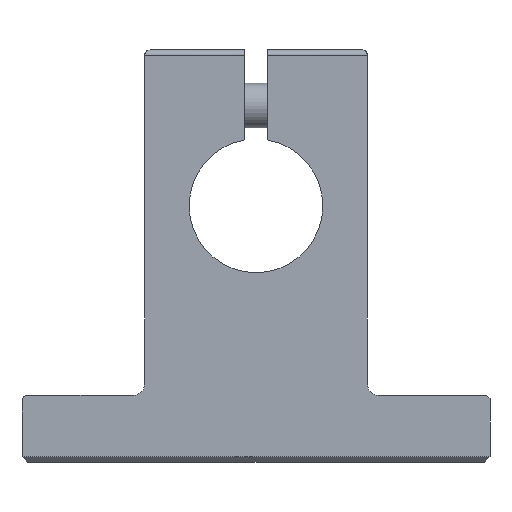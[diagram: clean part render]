
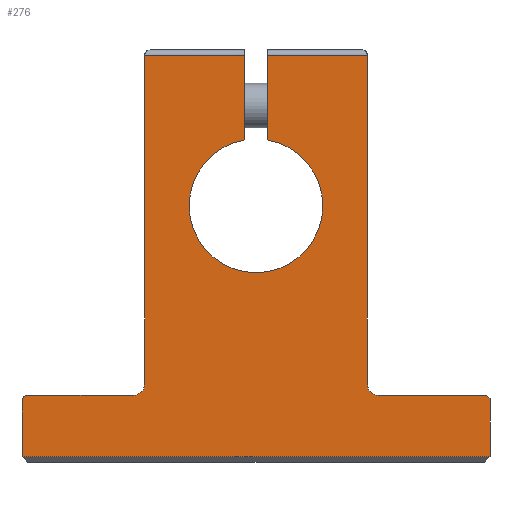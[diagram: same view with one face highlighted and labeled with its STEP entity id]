
A CAD part, left-side view. The second image highlights one B-rep face of the part: STEP entity #276.
In plain terms, the highlighted planar face has unit normal (-1, 0, 0).
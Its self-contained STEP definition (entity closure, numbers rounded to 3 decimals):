
#161=FACE_OUTER_BOUND('',#570,.T.);
#276=ADVANCED_FACE('',(#161),#391,.F.);
#391=PLANE('',#2333);
#472=CIRCLE('',#2329,1.);
#473=CIRCLE('',#2330,0.5);
#474=CIRCLE('',#2331,1.);
#475=CIRCLE('',#2332,6.);
#570=EDGE_LOOP('',(#829,#830,#831,#832,#833,#834,#835,#836,#837,#838,#839,
#840,#841,#842,#843,#844));
#829=ORIENTED_EDGE('',*,*,#1594,.F.);
#830=ORIENTED_EDGE('',*,*,#1601,.F.);
#831=ORIENTED_EDGE('',*,*,#1602,.F.);
#832=ORIENTED_EDGE('',*,*,#1603,.F.);
#833=ORIENTED_EDGE('',*,*,#1604,.F.);
#834=ORIENTED_EDGE('',*,*,#1605,.F.);
#835=ORIENTED_EDGE('',*,*,#1606,.F.);
#836=ORIENTED_EDGE('',*,*,#1607,.F.);
#837=ORIENTED_EDGE('',*,*,#1608,.F.);
#838=ORIENTED_EDGE('',*,*,#1609,.F.);
#839=ORIENTED_EDGE('',*,*,#1610,.F.);
#840=ORIENTED_EDGE('',*,*,#1611,.F.);
#841=ORIENTED_EDGE('',*,*,#1612,.F.);
#842=ORIENTED_EDGE('',*,*,#1613,.F.);
#843=ORIENTED_EDGE('',*,*,#1614,.F.);
#844=ORIENTED_EDGE('',*,*,#1615,.F.);
#1383=VERTEX_POINT('',#3690);
#1386=VERTEX_POINT('',#3695);
#1389=VERTEX_POINT('',#3710);
#1390=VERTEX_POINT('',#3712);
#1391=VERTEX_POINT('',#3714);
#1392=VERTEX_POINT('',#3716);
#1393=VERTEX_POINT('',#3718);
#1394=VERTEX_POINT('',#3720);
#1395=VERTEX_POINT('',#3722);
#1396=VERTEX_POINT('',#3724);
#1397=VERTEX_POINT('',#3726);
#1398=VERTEX_POINT('',#3728);
#1399=VERTEX_POINT('',#3730);
#1400=VERTEX_POINT('',#3732);
#1401=VERTEX_POINT('',#3734);
#1402=VERTEX_POINT('',#3736);
#1594=EDGE_CURVE('',#1386,#1383,#1985,.T.);
#1601=EDGE_CURVE('',#1389,#1386,#1990,.T.);
#1602=EDGE_CURVE('',#1390,#1389,#472,.T.);
#1603=EDGE_CURVE('',#1391,#1390,#1991,.T.);
#1604=EDGE_CURVE('',#1392,#1391,#473,.T.);
#1605=EDGE_CURVE('',#1393,#1392,#1992,.T.);
#1606=EDGE_CURVE('',#1394,#1393,#1993,.T.);
#1607=EDGE_CURVE('',#1395,#1394,#1994,.T.);
#1608=EDGE_CURVE('',#1396,#1395,#1995,.T.);
#1609=EDGE_CURVE('',#1397,#1396,#1996,.T.);
#1610=EDGE_CURVE('',#1398,#1397,#474,.T.);
#1611=EDGE_CURVE('',#1399,#1398,#1997,.T.);
#1612=EDGE_CURVE('',#1400,#1399,#1998,.T.);
#1613=EDGE_CURVE('',#1401,#1400,#1999,.T.);
#1614=EDGE_CURVE('',#1402,#1401,#475,.T.);
#1615=EDGE_CURVE('',#1383,#1402,#2000,.T.);
#1985=LINE('',#3696,#2160);
#1990=LINE('',#3709,#2165);
#1991=LINE('',#3713,#2166);
#1992=LINE('',#3717,#2167);
#1993=LINE('',#3719,#2168);
#1994=LINE('',#3721,#2169);
#1995=LINE('',#3723,#2170);
#1996=LINE('',#3725,#2171);
#1997=LINE('',#3729,#2172);
#1998=LINE('',#3731,#2173);
#1999=LINE('',#3733,#2174);
#2000=LINE('',#3737,#2175);
#2160=VECTOR('',#2551,1.);
#2165=VECTOR('',#2568,1.);
#2166=VECTOR('',#2571,1.);
#2167=VECTOR('',#2574,1.);
#2168=VECTOR('',#2575,1.);
#2169=VECTOR('',#2576,1.);
#2170=VECTOR('',#2577,1.);
#2171=VECTOR('',#2578,1.);
#2172=VECTOR('',#2581,1.);
#2173=VECTOR('',#2582,1.);
#2174=VECTOR('',#2583,1.);
#2175=VECTOR('',#2586,1.);
#2329=AXIS2_PLACEMENT_3D('',#3711,#2569,#2570);
#2330=AXIS2_PLACEMENT_3D('',#3715,#2572,#2573);
#2331=AXIS2_PLACEMENT_3D('',#3727,#2579,#2580);
#2332=AXIS2_PLACEMENT_3D('',#3735,#2584,#2585);
#2333=AXIS2_PLACEMENT_3D('',#3738,#2587,#2588);
#2551=DIRECTION('',(0.,-1.,0.));
#2568=DIRECTION('',(0.,0.,1.));
#2569=DIRECTION('',(-1.,0.,0.));
#2570=DIRECTION('',(0.,-0.707,-0.707));
#2571=DIRECTION('',(0.,-1.,0.));
#2572=DIRECTION('',(1.,0.,0.));
#2573=DIRECTION('',(0.,0.707,0.707));
#2574=DIRECTION('',(0.,0.,1.));
#2575=DIRECTION('',(0.,1.,0.));
#2576=DIRECTION('',(0.,0.,-1.));
#2577=DIRECTION('',(0.,-0.707,-0.707));
#2578=DIRECTION('',(0.,-1.,0.));
#2579=DIRECTION('',(-1.,0.,0.));
#2580=DIRECTION('',(0.,0.707,-0.707));
#2581=DIRECTION('',(0.,0.,-1.));
#2582=DIRECTION('',(0.,-1.,0.));
#2583=DIRECTION('',(0.,0.,1.));
#2584=DIRECTION('',(-1.,0.,0.));
#2585=DIRECTION('',(0.,-1.,0.));
#2586=DIRECTION('',(0.,0.,-1.));
#2587=DIRECTION('',(1.,0.,0.));
#2588=DIRECTION('',(0.,0.,-1.));
#3690=CARTESIAN_POINT('',(0.,1.,13.5));
#3695=CARTESIAN_POINT('',(0.,10.,13.5));
#3696=CARTESIAN_POINT('',(0.,10.,13.5));
#3709=CARTESIAN_POINT('',(0.,10.,-16.));
#3710=CARTESIAN_POINT('',(0.,10.,-16.));
#3711=CARTESIAN_POINT('',(0.,11.,-16.));
#3712=CARTESIAN_POINT('',(0.,11.,-17.));
#3713=CARTESIAN_POINT('',(0.,20.5,-17.));
#3714=CARTESIAN_POINT('',(0.,20.5,-17.));
#3715=CARTESIAN_POINT('',(0.,20.5,-17.5));
#3716=CARTESIAN_POINT('',(0.,21.,-17.5));
#3717=CARTESIAN_POINT('',(0.,21.,-22.5));
#3718=CARTESIAN_POINT('',(0.,21.,-22.5));
#3719=CARTESIAN_POINT('',(0.,-21.,-22.5));
#3720=CARTESIAN_POINT('',(0.,-21.,-22.5));
#3721=CARTESIAN_POINT('',(0.,-21.,-17.3));
#3722=CARTESIAN_POINT('',(0.,-21.,-17.3));
#3723=CARTESIAN_POINT('',(0.,-20.7,-17.));
#3724=CARTESIAN_POINT('',(0.,-20.7,-17.));
#3725=CARTESIAN_POINT('',(0.,-11.,-17.));
#3726=CARTESIAN_POINT('',(0.,-11.,-17.));
#3727=CARTESIAN_POINT('',(0.,-11.,-16.));
#3728=CARTESIAN_POINT('',(0.,-10.,-16.));
#3729=CARTESIAN_POINT('',(0.,-10.,13.5));
#3730=CARTESIAN_POINT('',(0.,-10.,13.5));
#3731=CARTESIAN_POINT('',(0.,-1.,13.5));
#3732=CARTESIAN_POINT('',(0.,-1.,13.5));
#3733=CARTESIAN_POINT('',(0.,-1.,5.916));
#3734=CARTESIAN_POINT('',(0.,-1.,5.916));
#3735=CARTESIAN_POINT('',(0.,0.,0.));
#3736=CARTESIAN_POINT('',(0.,1.,5.916));
#3737=CARTESIAN_POINT('',(0.,1.,13.5));
#3738=CARTESIAN_POINT('',(0.,0.,-6.02));
